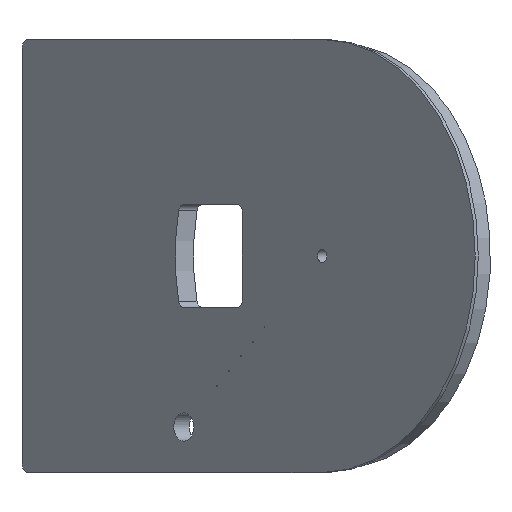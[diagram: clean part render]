
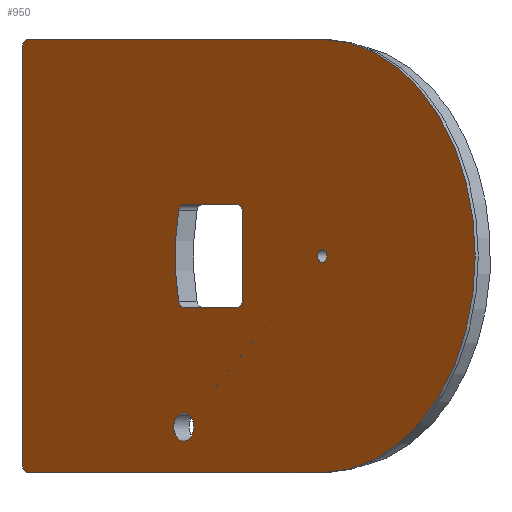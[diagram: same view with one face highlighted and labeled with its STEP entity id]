
A CAD part, front view. The second image highlights one B-rep face of the part: STEP entity #950.
In plain terms, the highlighted face is planar.
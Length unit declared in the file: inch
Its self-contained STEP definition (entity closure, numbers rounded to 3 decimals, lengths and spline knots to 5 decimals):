
#46=FACE_BOUND('',#174,.T.);
#47=FACE_BOUND('',#175,.T.);
#48=FACE_BOUND('',#176,.T.);
#49=FACE_BOUND('',#177,.T.);
#50=FACE_BOUND('',#178,.T.);
#51=FACE_BOUND('',#179,.T.);
#52=FACE_BOUND('',#180,.T.);
#53=FACE_BOUND('',#181,.T.);
#67=PLANE('',#1065);
#112=FACE_OUTER_BOUND('',#173,.T.);
#173=EDGE_LOOP('',(#827,#828,#829,#830,#831,#832));
#174=EDGE_LOOP('',(#833));
#175=EDGE_LOOP('',(#834));
#176=EDGE_LOOP('',(#835));
#177=EDGE_LOOP('',(#836));
#178=EDGE_LOOP('',(#837));
#179=EDGE_LOOP('',(#838));
#180=EDGE_LOOP('',(#839,#840,#841,#842,#843,#844,#845,#846));
#181=EDGE_LOOP('',(#847));
#227=LINE('',#1803,#294);
#233=LINE('',#1827,#300);
#235=LINE('',#1835,#302);
#243=LINE('',#1855,#310);
#248=LINE('',#1878,#315);
#252=LINE('',#1886,#319);
#294=VECTOR('',#1253,0.3937);
#300=VECTOR('',#1279,0.3937);
#302=VECTOR('',#1289,0.3937);
#310=VECTOR('',#1305,0.3937);
#315=VECTOR('',#1328,0.3937);
#319=VECTOR('',#1336,0.3937);
#324=CIRCLE('',#975,0.01563);
#326=CIRCLE('',#978,0.01563);
#328=CIRCLE('',#981,0.01563);
#330=CIRCLE('',#984,0.01563);
#332=CIRCLE('',#987,0.01563);
#342=CIRCLE('',#1007,0.40625);
#360=CIRCLE('',#1036,0.25);
#362=CIRCLE('',#1040,0.25);
#363=CIRCLE('',#1042,6.);
#366=CIRCLE('',#1046,0.25);
#368=CIRCLE('',#1050,0.25);
#370=CIRCLE('',#1054,0.25);
#376=CIRCLE('',#1063,0.25);
#377=CIRCLE('',#1066,6.25);
#378=CIRCLE('',#1067,0.1875);
#384=VERTEX_POINT('',#1373);
#386=VERTEX_POINT('',#1379);
#388=VERTEX_POINT('',#1385);
#390=VERTEX_POINT('',#1391);
#392=VERTEX_POINT('',#1397);
#410=VERTEX_POINT('',#1452);
#437=VERTEX_POINT('',#1793);
#438=VERTEX_POINT('',#1795);
#440=VERTEX_POINT('',#1801);
#443=VERTEX_POINT('',#1808);
#444=VERTEX_POINT('',#1810);
#446=VERTEX_POINT('',#1819);
#448=VERTEX_POINT('',#1825);
#450=VERTEX_POINT('',#1831);
#453=VERTEX_POINT('',#1841);
#454=VERTEX_POINT('',#1843);
#458=VERTEX_POINT('',#1853);
#465=VERTEX_POINT('',#1871);
#466=VERTEX_POINT('',#1873);
#467=VERTEX_POINT('',#1877);
#470=VERTEX_POINT('',#1887);
#475=EDGE_CURVE('',#384,#384,#324,.T.);
#478=EDGE_CURVE('',#386,#386,#326,.T.);
#481=EDGE_CURVE('',#388,#388,#328,.T.);
#484=EDGE_CURVE('',#390,#390,#330,.T.);
#487=EDGE_CURVE('',#392,#392,#332,.T.);
#514=EDGE_CURVE('',#410,#410,#342,.T.);
#553=EDGE_CURVE('',#437,#438,#360,.T.);
#557=EDGE_CURVE('',#437,#440,#227,.T.);
#560=EDGE_CURVE('',#443,#444,#362,.T.);
#562=EDGE_CURVE('',#443,#438,#363,.T.);
#566=EDGE_CURVE('',#446,#440,#366,.T.);
#569=EDGE_CURVE('',#446,#448,#233,.T.);
#572=EDGE_CURVE('',#450,#448,#368,.T.);
#573=EDGE_CURVE('',#450,#444,#235,.T.);
#577=EDGE_CURVE('',#453,#454,#370,.T.);
#583=EDGE_CURVE('',#453,#458,#243,.T.);
#592=EDGE_CURVE('',#465,#466,#376,.T.);
#594=EDGE_CURVE('',#467,#466,#248,.T.);
#598=EDGE_CURVE('',#458,#467,#377,.T.);
#599=EDGE_CURVE('',#465,#454,#252,.T.);
#600=EDGE_CURVE('',#470,#470,#378,.T.);
#827=ORIENTED_EDGE('',*,*,#577,.F.);
#828=ORIENTED_EDGE('',*,*,#583,.T.);
#829=ORIENTED_EDGE('',*,*,#598,.T.);
#830=ORIENTED_EDGE('',*,*,#594,.T.);
#831=ORIENTED_EDGE('',*,*,#592,.F.);
#832=ORIENTED_EDGE('',*,*,#599,.T.);
#833=ORIENTED_EDGE('',*,*,#475,.T.);
#834=ORIENTED_EDGE('',*,*,#478,.T.);
#835=ORIENTED_EDGE('',*,*,#481,.T.);
#836=ORIENTED_EDGE('',*,*,#484,.T.);
#837=ORIENTED_EDGE('',*,*,#487,.T.);
#838=ORIENTED_EDGE('',*,*,#514,.T.);
#839=ORIENTED_EDGE('',*,*,#557,.T.);
#840=ORIENTED_EDGE('',*,*,#566,.F.);
#841=ORIENTED_EDGE('',*,*,#569,.T.);
#842=ORIENTED_EDGE('',*,*,#572,.F.);
#843=ORIENTED_EDGE('',*,*,#573,.T.);
#844=ORIENTED_EDGE('',*,*,#560,.F.);
#845=ORIENTED_EDGE('',*,*,#562,.T.);
#846=ORIENTED_EDGE('',*,*,#553,.F.);
#847=ORIENTED_EDGE('',*,*,#600,.T.);
#950=ADVANCED_FACE('',(#112,#46,#47,#48,#49,#50,#51,#52,#53),#67,.T.);
#975=AXIS2_PLACEMENT_3D('',#1375,#1090,#1091);
#978=AXIS2_PLACEMENT_3D('',#1381,#1097,#1098);
#981=AXIS2_PLACEMENT_3D('',#1387,#1104,#1105);
#984=AXIS2_PLACEMENT_3D('',#1393,#1111,#1112);
#987=AXIS2_PLACEMENT_3D('',#1399,#1118,#1119);
#1007=AXIS2_PLACEMENT_3D('',#1454,#1175,#1176);
#1036=AXIS2_PLACEMENT_3D('',#1796,#1246,#1247);
#1040=AXIS2_PLACEMENT_3D('',#1811,#1259,#1260);
#1042=AXIS2_PLACEMENT_3D('',#1814,#1264,#1265);
#1046=AXIS2_PLACEMENT_3D('',#1821,#1273,#1274);
#1050=AXIS2_PLACEMENT_3D('',#1833,#1285,#1286);
#1054=AXIS2_PLACEMENT_3D('',#1844,#1296,#1297);
#1063=AXIS2_PLACEMENT_3D('',#1874,#1323,#1324);
#1065=AXIS2_PLACEMENT_3D('',#1884,#1332,#1333);
#1066=AXIS2_PLACEMENT_3D('',#1885,#1334,#1335);
#1067=AXIS2_PLACEMENT_3D('',#1888,#1337,#1338);
#1090=DIRECTION('center_axis',(0.,0.,1.));
#1091=DIRECTION('ref_axis',(1.,0.,0.));
#1097=DIRECTION('center_axis',(0.,0.,1.));
#1098=DIRECTION('ref_axis',(1.,0.,0.));
#1104=DIRECTION('center_axis',(0.,0.,1.));
#1105=DIRECTION('ref_axis',(1.,0.,0.));
#1111=DIRECTION('center_axis',(0.,0.,1.));
#1112=DIRECTION('ref_axis',(1.,0.,0.));
#1118=DIRECTION('center_axis',(0.,0.,1.));
#1119=DIRECTION('ref_axis',(1.,0.,0.));
#1175=DIRECTION('center_axis',(0.,0.,1.));
#1176=DIRECTION('ref_axis',(1.,0.,0.));
#1246=DIRECTION('center_axis',(0.,0.,-1.));
#1247=DIRECTION('ref_axis',(0.626,0.78,0.));
#1253=DIRECTION('',(-1.,0.,0.));
#1259=DIRECTION('center_axis',(0.,0.,-1.));
#1260=DIRECTION('ref_axis',(0.626,-0.78,0.));
#1264=DIRECTION('center_axis',(0.,0.,1.));
#1265=DIRECTION('ref_axis',(0.968,-0.25,0.));
#1273=DIRECTION('center_axis',(0.,0.,-1.));
#1274=DIRECTION('ref_axis',(-0.707,0.707,0.));
#1279=DIRECTION('',(0.,-1.,0.));
#1285=DIRECTION('center_axis',(0.,0.,-1.));
#1286=DIRECTION('ref_axis',(-0.707,-0.707,0.));
#1289=DIRECTION('',(1.,0.,0.));
#1296=DIRECTION('center_axis',(0.,0.,1.));
#1297=DIRECTION('ref_axis',(0.707,-0.707,0.));
#1305=DIRECTION('',(-1.,0.,0.));
#1323=DIRECTION('center_axis',(0.,0.,1.));
#1324=DIRECTION('ref_axis',(0.707,0.707,0.));
#1328=DIRECTION('',(1.,0.,0.));
#1332=DIRECTION('center_axis',(0.,0.,-1.));
#1333=DIRECTION('ref_axis',(-1.,0.,0.));
#1334=DIRECTION('center_axis',(0.,0.,-1.));
#1335=DIRECTION('ref_axis',(0.,-1.,0.));
#1336=DIRECTION('',(0.,-1.,0.));
#1337=DIRECTION('center_axis',(0.,0.,1.));
#1338=DIRECTION('ref_axis',(1.,0.,0.));
#1373=CARTESIAN_POINT('',(0.78413,-3.31953,-0.375));
#1375=CARTESIAN_POINT('Origin',(0.79976,-3.31953,-0.375));
#1379=CARTESIAN_POINT('',(-0.18278,-2.47482,-0.375));
#1381=CARTESIAN_POINT('Origin',(-0.16715,-2.47482,-0.375));
#1385=CARTESIAN_POINT('',(-0.66221,-2.05598,-0.375));
#1387=CARTESIAN_POINT('Origin',(-0.64659,-2.05598,-0.375));
#1391=CARTESIAN_POINT('',(0.30068,-2.89718,-0.375));
#1393=CARTESIAN_POINT('Origin',(0.3163,-2.89718,-0.375));
#1397=CARTESIAN_POINT('',(1.26759,-3.74189,-0.375));
#1399=CARTESIAN_POINT('Origin',(1.28322,-3.74189,-0.375));
#1452=CARTESIAN_POINT('',(2.24195,-4.93436,-0.375));
#1454=CARTESIAN_POINT('Origin',(2.6482,-4.93436,-0.375));
#1793=CARTESIAN_POINT('',(2.61249,1.5,-0.375));
#1795=CARTESIAN_POINT('',(2.85651,1.30435,-0.375));
#1796=CARTESIAN_POINT('Origin',(2.61249,1.25,-0.375));
#1801=CARTESIAN_POINT('',(0.5,1.5,-0.375));
#1803=CARTESIAN_POINT('',(0.125,1.5,-0.375));
#1808=CARTESIAN_POINT('',(2.85651,-1.30435,-0.375));
#1810=CARTESIAN_POINT('',(2.61249,-1.5,-0.375));
#1811=CARTESIAN_POINT('Origin',(2.61249,-1.25,-0.375));
#1814=CARTESIAN_POINT('Origin',(-3.,0.,-0.375));
#1819=CARTESIAN_POINT('',(0.25,1.25,-0.375));
#1821=CARTESIAN_POINT('Origin',(0.5,1.25,-0.375));
#1825=CARTESIAN_POINT('',(0.25,-1.25,-0.375));
#1827=CARTESIAN_POINT('',(0.25,-0.75,-0.375));
#1831=CARTESIAN_POINT('',(0.5,-1.5,-0.375));
#1833=CARTESIAN_POINT('Origin',(0.5,-1.25,-0.375));
#1835=CARTESIAN_POINT('',(1.40474,-1.5,-0.375));
#1841=CARTESIAN_POINT('',(9.,-6.25,-0.375));
#1843=CARTESIAN_POINT('',(9.25,-6.,-0.375));
#1844=CARTESIAN_POINT('Origin',(9.,-6.,-0.375));
#1853=CARTESIAN_POINT('',(-3.,-6.25,-0.375));
#1855=CARTESIAN_POINT('',(-9.25,-6.25,-0.375));
#1871=CARTESIAN_POINT('',(9.25,6.,-0.375));
#1873=CARTESIAN_POINT('',(9.,6.25,-0.375));
#1874=CARTESIAN_POINT('Origin',(9.,6.,-0.375));
#1877=CARTESIAN_POINT('',(-3.,6.25,-0.375));
#1878=CARTESIAN_POINT('',(9.25,6.25,-0.375));
#1884=CARTESIAN_POINT('Origin',(0.,0.,
-0.375));
#1885=CARTESIAN_POINT('Origin',(-3.,0.,-0.375));
#1886=CARTESIAN_POINT('',(9.25,-6.25,-0.375));
#1887=CARTESIAN_POINT('',(-3.1875,0.,-0.375));
#1888=CARTESIAN_POINT('Origin',(-3.,0.,-0.375));
